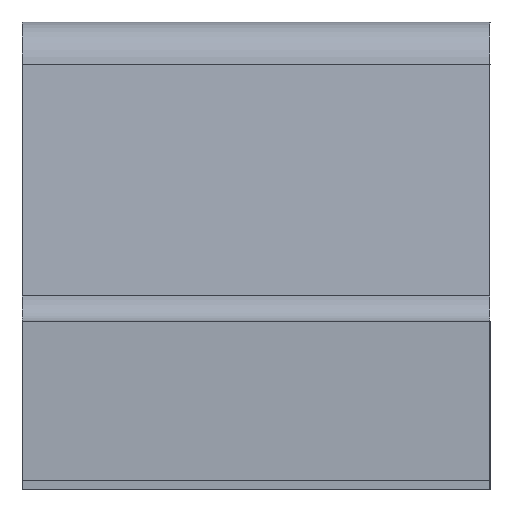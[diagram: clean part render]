
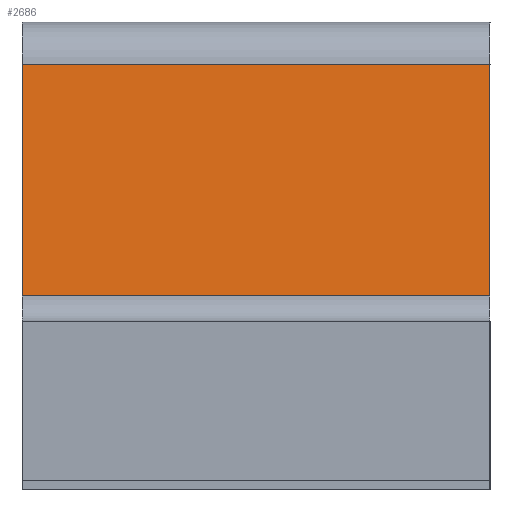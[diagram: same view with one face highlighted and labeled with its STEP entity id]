
A CAD part, left-side view. The second image highlights one B-rep face of the part: STEP entity #2686.
In plain terms, the highlighted planar face has unit normal (-0.996, 0, 0.087).
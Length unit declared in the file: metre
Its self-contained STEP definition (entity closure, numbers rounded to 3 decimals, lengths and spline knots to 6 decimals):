
#137=ORIENTED_EDGE('',*,*,#887,.F.);
#138=ORIENTED_EDGE('',*,*,#888,.T.);
#139=ORIENTED_EDGE('',*,*,#889,.T.);
#140=ORIENTED_EDGE('',*,*,#890,.T.);
#887=EDGE_CURVE('',#1265,#1266,#1527,.T.);
#888=EDGE_CURVE('',#1265,#1267,#1528,.T.);
#889=EDGE_CURVE('',#1267,#1268,#1529,.T.);
#890=EDGE_CURVE('',#1268,#1266,#1530,.T.);
#1265=VERTEX_POINT('',#3854);
#1266=VERTEX_POINT('',#3855);
#1267=VERTEX_POINT('',#3857);
#1268=VERTEX_POINT('',#3859);
#1527=LINE('',#3853,#1885);
#1528=LINE('',#3856,#1886);
#1529=LINE('',#3858,#1887);
#1530=LINE('',#3860,#1888);
#1885=VECTOR('',#3140,1.);
#1886=VECTOR('',#3141,1.);
#1887=VECTOR('',#3142,1.);
#1888=VECTOR('',#3143,1.);
#2233=EDGE_LOOP('',(#137,#138,#139,#140));
#2389=FACE_BOUND('',#2233,.T.);
#2545=PLANE('',#2933);
#2686=ADVANCED_FACE('',(#2389),#2545,.F.);
#2933=AXIS2_PLACEMENT_3D('',#3852,#3138,#3139);
#3138=DIRECTION('',(0.996,0.,-0.087));
#3139=DIRECTION('',(0.,-1.,0.));
#3140=DIRECTION('',(0.,-1.,0.));
#3141=DIRECTION('',(-0.087,0.,-0.996));
#3142=DIRECTION('',(0.,-1.,0.));
#3143=DIRECTION('',(0.087,0.,0.996));
#3852=CARTESIAN_POINT('',(-0.000337,0.000252,0.000331));
#3853=CARTESIAN_POINT('',(-0.000326,0.000252,0.000454));
#3854=CARTESIAN_POINT('',(-0.000326,0.00025,0.000454));
#3855=CARTESIAN_POINT('',(-0.000326,-0.00025,0.000454));
#3856=CARTESIAN_POINT('',(-0.000337,0.00025,0.000331));
#3857=CARTESIAN_POINT('',(-0.000348,0.00025,0.000207));
#3858=CARTESIAN_POINT('',(-0.000348,0.000252,0.000207));
#3859=CARTESIAN_POINT('',(-0.000348,-0.00025,0.000207));
#3860=CARTESIAN_POINT('',(-0.000337,-0.00025,0.000331));
